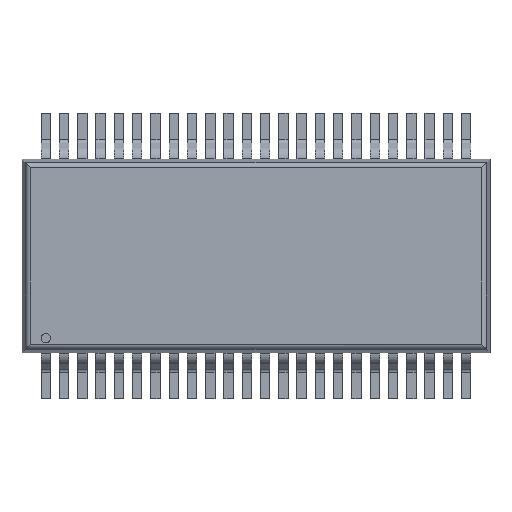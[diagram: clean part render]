
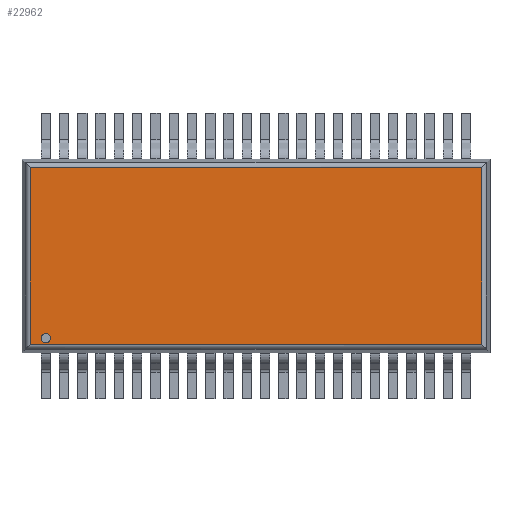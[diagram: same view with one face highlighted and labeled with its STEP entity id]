
A CAD part, top view. The second image highlights one B-rep face of the part: STEP entity #22962.
In plain terms, the highlighted planar face has unit normal (0, 0, 1).
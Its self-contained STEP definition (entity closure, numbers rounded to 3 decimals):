
#22903 = CARTESIAN_POINT ( 'NONE',  ( -5.75, -2.381, 2. ) ) ;
#22904 = VERTEX_POINT ( 'NONE', #22903 ) ;
#22905 = CARTESIAN_POINT ( 'NONE',  ( -5.75, -2.124, 2. ) ) ;
#22906 = VERTEX_POINT ( 'NONE', #22905 ) ;
#22907 = CARTESIAN_POINT ( 'NONE',  ( -5.75, -2.252, 2. ) ) ;
#22908 = DIRECTION ( 'NONE',  ( 0., 0., 1. ) ) ;
#22909 = DIRECTION ( 'NONE',  ( 0., -1., 0. ) ) ;
#22910 = AXIS2_PLACEMENT_3D ( 'NONE', #22907, #22908, #22909 ) ;
#22911 = CIRCLE ( 'NONE', #22910, 0.129) ;
#22912 = EDGE_CURVE ( 'NONE', #22904, #22906, #22911, .T. ) ;
#22913 = ORIENTED_EDGE ( 'NONE', *, *, #22912, .F. ) ;
#22914 = CARTESIAN_POINT ( 'NONE',  ( -5.75, -2.252, 2. ) ) ;
#22915 = DIRECTION ( 'NONE',  ( 0., 0., 1. ) ) ;
#22916 = DIRECTION ( 'NONE',  ( 0., -1., 0. ) ) ;
#22917 = AXIS2_PLACEMENT_3D ( 'NONE', #22914, #22915, #22916 ) ;
#22918 = CIRCLE ( 'NONE', #22917, 0.129) ;
#22919 = EDGE_CURVE ( 'NONE', #22906, #22904, #22918, .T. ) ;
#22920 = ORIENTED_EDGE ( 'NONE', *, *, #22919, .F. ) ;
#22921 = EDGE_LOOP ( 'NONE', ( #22913, #22920 ) ) ;
#22922 = FACE_BOUND ( 'NONE', #22921, .T. ) ;
#22923 = CARTESIAN_POINT ( 'NONE',  ( 6.169, -2.419, 2. ) ) ;
#22924 = VERTEX_POINT ( 'NONE', #22923 ) ;
#22925 = CARTESIAN_POINT ( 'NONE',  ( 6.169, 2.419, 2. ) ) ;
#22926 = VERTEX_POINT ( 'NONE', #22925 ) ;
#22927 = CARTESIAN_POINT ( 'NONE',  ( 6.169, 2.531, 2. ) ) ;
#22928 = DIRECTION ( 'NONE',  ( 0., 1., 0. ) ) ;
#22929 = VECTOR ( 'NONE', #22928, 1000. ) ;
#22930 = LINE ( 'NONE', #22927, #22929 ) ;
#22931 = EDGE_CURVE ( 'NONE', #22924, #22926, #22930, .T. ) ;
#22932 = ORIENTED_EDGE ( 'NONE', *, *, #22931, .T. ) ;
#22933 = CARTESIAN_POINT ( 'NONE',  ( -6.169, 2.419, 2. ) ) ;
#22934 = VERTEX_POINT ( 'NONE', #22933 ) ;
#22935 = CARTESIAN_POINT ( 'NONE',  ( -6.281, 2.419, 2. ) ) ;
#22936 = DIRECTION ( 'NONE',  ( -1., 0., 0. ) ) ;
#22937 = VECTOR ( 'NONE', #22936, 1000. ) ;
#22938 = LINE ( 'NONE', #22935, #22937 ) ;
#22939 = EDGE_CURVE ( 'NONE', #22926, #22934, #22938, .T. ) ;
#22940 = ORIENTED_EDGE ( 'NONE', *, *, #22939, .T. ) ;
#22941 = CARTESIAN_POINT ( 'NONE',  ( -6.169, -2.419, 2. ) ) ;
#22942 = VERTEX_POINT ( 'NONE', #22941 ) ;
#22943 = CARTESIAN_POINT ( 'NONE',  ( -6.169, -2.531, 2. ) ) ;
#22944 = DIRECTION ( 'NONE',  ( 0., -1., 0. ) ) ;
#22945 = VECTOR ( 'NONE', #22944, 1000. ) ;
#22946 = LINE ( 'NONE', #22943, #22945 ) ;
#22947 = EDGE_CURVE ( 'NONE', #22934, #22942, #22946, .T. ) ;
#22948 = ORIENTED_EDGE ( 'NONE', *, *, #22947, .T. ) ;
#22949 = CARTESIAN_POINT ( 'NONE',  ( 6.281, -2.419, 2. ) ) ;
#22950 = DIRECTION ( 'NONE',  ( 1., 0., 0. ) ) ;
#22951 = VECTOR ( 'NONE', #22950, 1000. ) ;
#22952 = LINE ( 'NONE', #22949, #22951 ) ;
#22953 = EDGE_CURVE ( 'NONE', #22942, #22924, #22952, .T. ) ;
#22954 = ORIENTED_EDGE ( 'NONE', *, *, #22953, .T. ) ;
#22955 = EDGE_LOOP ( 'NONE', ( #22932, #22940, #22948, #22954 ) ) ;
#22956 = FACE_OUTER_BOUND ( 'NONE', #22955, .T. ) ;
#22957 = CARTESIAN_POINT ( 'NONE',  ( 4.45, -1.574, 2. ) ) ;
#22958 = DIRECTION ( 'NONE',  ( 0., 0., -1. ) ) ;
#22959 = DIRECTION ( 'NONE',  ( 0., 1., 0. ) ) ;
#22960 = AXIS2_PLACEMENT_3D ( 'NONE', #22957, #22958, #22959 ) ;
#22961 = PLANE ( 'NONE', #22960 ) ;
#22962 = ADVANCED_FACE ( 'NONE', ( #22922, #22956 ), #22961, .F. ) ;
